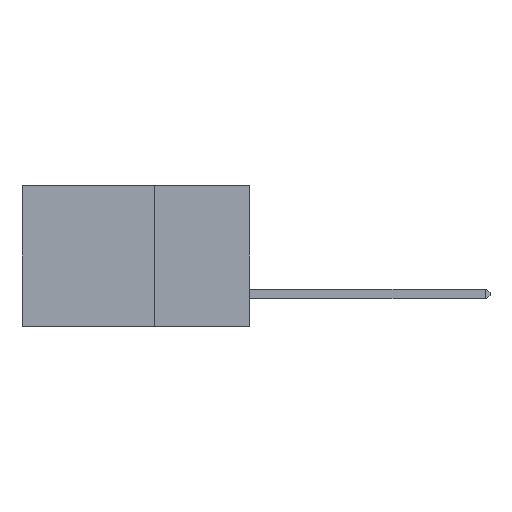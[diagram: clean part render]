
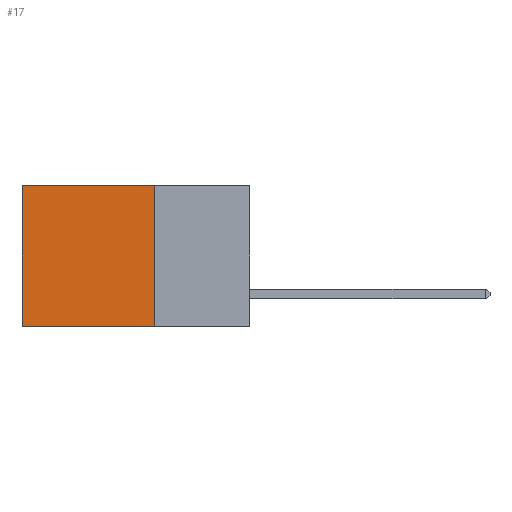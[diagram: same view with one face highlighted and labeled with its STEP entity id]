
A CAD part, left-side view. The second image highlights one B-rep face of the part: STEP entity #17.
In plain terms, the highlighted planar face has unit normal (-1, 0, 0).
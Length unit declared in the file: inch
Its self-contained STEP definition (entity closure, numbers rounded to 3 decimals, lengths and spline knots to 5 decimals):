
#16 = ORIENTED_EDGE ( 'NONE', *, *, #10616, .T. ) ;
#17 = ADVANCED_FACE ( 'NONE', ( #6127 ), #8115, .F. ) ;
#197 = ORIENTED_EDGE ( 'NONE', *, *, #4911, .F. ) ;
#303 = LINE ( 'NONE', #6345, #11861 ) ;
#402 = VECTOR ( 'NONE', #1323, 39.37008 ) ;
#419 = EDGE_CURVE ( 'NONE', #9079, #636, #303, .T. ) ;
#636 = VERTEX_POINT ( 'NONE', #13096 ) ;
#1323 = DIRECTION ( 'NONE',  ( 0., 1., 0. ) ) ;
#1344 = CARTESIAN_POINT ( 'NONE',  ( 0.2875, 0.25, -0.37 ) ) ;
#1578 = DIRECTION ( 'NONE',  ( 1., 0., 0. ) ) ;
#4179 = CARTESIAN_POINT ( 'NONE',  ( 0.2875, 0.25, 0. ) ) ;
#4528 = EDGE_CURVE ( 'NONE', #9719, #12541, #5519, .T. ) ;
#4702 = LINE ( 'NONE', #9094, #7286 ) ;
#4911 = EDGE_CURVE ( 'NONE', #12541, #636, #11942, .T. ) ;
#5175 = VECTOR ( 'NONE', #7786, 39.37008 ) ;
#5220 = DIRECTION ( 'NONE',  ( 0., 0., -1. ) ) ;
#5316 = ORIENTED_EDGE ( 'NONE', *, *, #419, .T. ) ;
#5519 = LINE ( 'NONE', #5582, #5175 ) ;
#5582 = CARTESIAN_POINT ( 'NONE',  ( 0.2875, 0.25, 0. ) ) ;
#6127 = FACE_OUTER_BOUND ( 'NONE', #8936, .T. ) ;
#6345 = CARTESIAN_POINT ( 'NONE',  ( 0.2875, 0.6, 0. ) ) ;
#7041 = ORIENTED_EDGE ( 'NONE', *, *, #4528, .F. ) ;
#7286 = VECTOR ( 'NONE', #14338, 39.37008 ) ;
#7644 = CARTESIAN_POINT ( 'NONE',  ( 0.2875, 0.6, 0. ) ) ;
#7786 = DIRECTION ( 'NONE',  ( 0., 0., -1. ) ) ;
#8115 = PLANE ( 'NONE',  #11143 ) ;
#8936 = EDGE_LOOP ( 'NONE', ( #5316, #197, #7041, #16 ) ) ;
#9079 = VERTEX_POINT ( 'NONE', #7644 ) ;
#9094 = CARTESIAN_POINT ( 'NONE',  ( 0.2875, 0.25, 0. ) ) ;
#9719 = VERTEX_POINT ( 'NONE', #11776 ) ;
#9912 = CARTESIAN_POINT ( 'NONE',  ( 0.2875, 0.25, -0.37 ) ) ;
#10616 = EDGE_CURVE ( 'NONE', #9719, #9079, #4702, .T. ) ;
#11143 = AXIS2_PLACEMENT_3D ( 'NONE', #4179, #1578, #11869 ) ;
#11776 = CARTESIAN_POINT ( 'NONE',  ( 0.2875, 0.25, 0. ) ) ;
#11861 = VECTOR ( 'NONE', #5220, 39.37008 ) ;
#11869 = DIRECTION ( 'NONE',  ( 0., 0., -1. ) ) ;
#11942 = LINE ( 'NONE', #1344, #402 ) ;
#12541 = VERTEX_POINT ( 'NONE', #9912 ) ;
#13096 = CARTESIAN_POINT ( 'NONE',  ( 0.2875, 0.6, -0.37 ) ) ;
#14338 = DIRECTION ( 'NONE',  ( 0., 1., 0. ) ) ;
